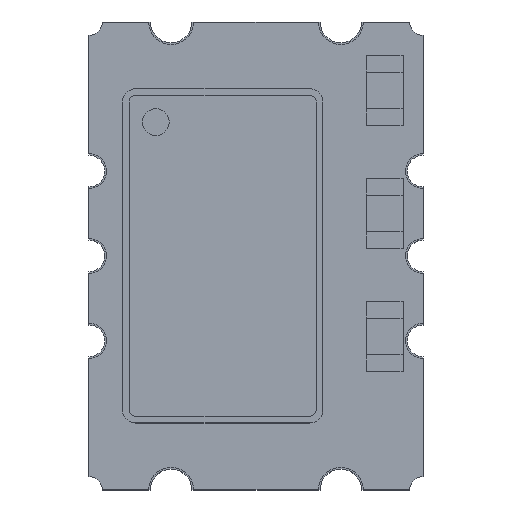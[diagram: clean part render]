
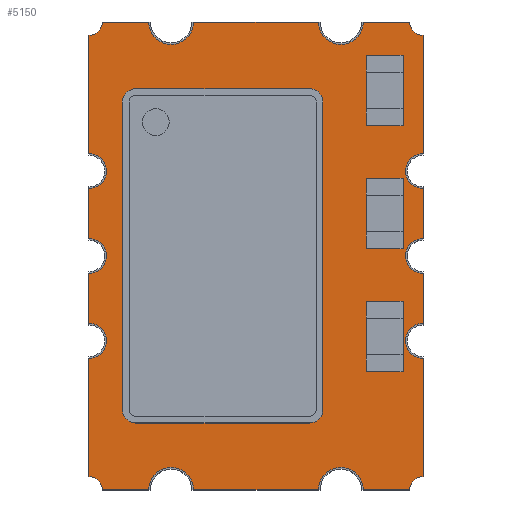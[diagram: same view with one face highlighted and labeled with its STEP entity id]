
A CAD part, top view. The second image highlights one B-rep face of the part: STEP entity #5150.
In plain terms, the highlighted planar face has unit normal (0, 0, 1).
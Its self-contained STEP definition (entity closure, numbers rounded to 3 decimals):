
#68=PLANE($,#5546);
#333=FACE_OUTER_BOUND($,#652,.T.);
#652=EDGE_LOOP($,(#3620,#3621,#3622,#3623,#3624,#3625,#3626,#3627,#3628,
#3629,#3630,#3631,#3632,#3633,#3634,#3635,#3636,#3637,#3638,#3639,#3640,
#3641,#3642,#3643,#3644,#3645,#3646,#3647));
#967=CIRCLE($,#5532,0.2);
#968=CIRCLE($,#5534,0.2);
#970=CIRCLE($,#5537,0.2);
#973=CIRCLE($,#5541,0.2);
#974=CIRCLE($,#5547,0.263);
#975=CIRCLE($,#5548,0.263);
#976=CIRCLE($,#5549,0.263);
#977=CIRCLE($,#5550,0.336);
#978=CIRCLE($,#5551,0.336);
#979=CIRCLE($,#5552,0.263);
#980=CIRCLE($,#5553,0.263);
#981=CIRCLE($,#5554,0.263);
#982=CIRCLE($,#5555,0.336);
#983=CIRCLE($,#5556,0.336);
#1112=LINE($,#7558,#1731);
#1115=LINE($,#7564,#1734);
#1118=LINE($,#7570,#1737);
#1119=LINE($,#7573,#1738);
#1122=LINE($,#7581,#1741);
#1123=LINE($,#7585,#1742);
#1124=LINE($,#7588,#1743);
#1125=LINE($,#7592,#1744);
#1126=LINE($,#7595,#1745);
#1127=LINE($,#7599,#1746);
#1128=LINE($,#7603,#1747);
#1129=LINE($,#7606,#1748);
#1130=LINE($,#7610,#1749);
#1131=LINE($,#7613,#1750);
#1731=VECTOR($,#6023,1.767);
#1734=VECTOR($,#6028,0.694);
#1737=VECTOR($,#6033,1.767);
#1738=VECTOR($,#6036,1.767);
#1741=VECTOR($,#6043,0.744);
#1742=VECTOR($,#6046,0.744);
#1743=VECTOR($,#6049,0.694);
#1744=VECTOR($,#6052,1.869);
#1745=VECTOR($,#6055,0.694);
#1746=VECTOR($,#6058,0.744);
#1747=VECTOR($,#6061,0.744);
#1748=VECTOR($,#6064,1.767);
#1749=VECTOR($,#6067,1.869);
#1750=VECTOR($,#6070,0.694);
#2341=VERTEX_POINT($,#7519);
#2343=VERTEX_POINT($,#7523);
#2344=VERTEX_POINT($,#7527);
#2346=VERTEX_POINT($,#7530);
#2348=VERTEX_POINT($,#7536);
#2350=VERTEX_POINT($,#7539);
#2353=VERTEX_POINT($,#7546);
#2355=VERTEX_POINT($,#7550);
#2357=VERTEX_POINT($,#7556);
#2359=VERTEX_POINT($,#7562);
#2361=VERTEX_POINT($,#7568);
#2362=VERTEX_POINT($,#7572);
#2364=VERTEX_POINT($,#7578);
#2365=VERTEX_POINT($,#7580);
#2366=VERTEX_POINT($,#7582);
#2367=VERTEX_POINT($,#7584);
#2368=VERTEX_POINT($,#7587);
#2369=VERTEX_POINT($,#7589);
#2370=VERTEX_POINT($,#7591);
#2371=VERTEX_POINT($,#7593);
#2372=VERTEX_POINT($,#7596);
#2373=VERTEX_POINT($,#7598);
#2374=VERTEX_POINT($,#7600);
#2375=VERTEX_POINT($,#7602);
#2376=VERTEX_POINT($,#7604);
#2377=VERTEX_POINT($,#7607);
#2378=VERTEX_POINT($,#7609);
#2379=VERTEX_POINT($,#7611);
#2843=EDGE_CURVE($,#2341,#2343,#967,.T.);
#2845=EDGE_CURVE($,#2346,#2344,#968,.T.);
#2849=EDGE_CURVE($,#2350,#2348,#970,.T.);
#2855=EDGE_CURVE($,#2353,#2355,#973,.T.);
#2858=EDGE_CURVE($,#2357,#2343,#1112,.T.);
#2861=EDGE_CURVE($,#2359,#2344,#1115,.T.);
#2864=EDGE_CURVE($,#2361,#2348,#1118,.T.);
#2865=EDGE_CURVE($,#2353,#2362,#1119,.T.);
#2868=EDGE_CURVE($,#2357,#2364,#974,.T.);
#2869=EDGE_CURVE($,#2365,#2364,#1122,.T.);
#2870=EDGE_CURVE($,#2365,#2366,#975,.T.);
#2871=EDGE_CURVE($,#2367,#2366,#1123,.T.);
#2872=EDGE_CURVE($,#2367,#2362,#976,.T.);
#2873=EDGE_CURVE($,#2368,#2355,#1124,.T.);
#2874=EDGE_CURVE($,#2368,#2369,#977,.T.);
#2875=EDGE_CURVE($,#2370,#2369,#1125,.T.);
#2876=EDGE_CURVE($,#2370,#2371,#978,.T.);
#2877=EDGE_CURVE($,#2350,#2371,#1126,.T.);
#2878=EDGE_CURVE($,#2361,#2372,#979,.T.);
#2879=EDGE_CURVE($,#2373,#2372,#1127,.T.);
#2880=EDGE_CURVE($,#2373,#2374,#980,.T.);
#2881=EDGE_CURVE($,#2375,#2374,#1128,.T.);
#2882=EDGE_CURVE($,#2375,#2376,#981,.T.);
#2883=EDGE_CURVE($,#2346,#2376,#1129,.T.);
#2884=EDGE_CURVE($,#2359,#2377,#982,.T.);
#2885=EDGE_CURVE($,#2378,#2377,#1130,.T.);
#2886=EDGE_CURVE($,#2378,#2379,#983,.T.);
#2887=EDGE_CURVE($,#2341,#2379,#1131,.T.);
#3620=ORIENTED_EDGE($,*,*,#2843,.T.);
#3621=ORIENTED_EDGE($,*,*,#2858,.F.);
#3622=ORIENTED_EDGE($,*,*,#2868,.T.);
#3623=ORIENTED_EDGE($,*,*,#2869,.F.);
#3624=ORIENTED_EDGE($,*,*,#2870,.T.);
#3625=ORIENTED_EDGE($,*,*,#2871,.F.);
#3626=ORIENTED_EDGE($,*,*,#2872,.T.);
#3627=ORIENTED_EDGE($,*,*,#2865,.F.);
#3628=ORIENTED_EDGE($,*,*,#2855,.T.);
#3629=ORIENTED_EDGE($,*,*,#2873,.F.);
#3630=ORIENTED_EDGE($,*,*,#2874,.T.);
#3631=ORIENTED_EDGE($,*,*,#2875,.F.);
#3632=ORIENTED_EDGE($,*,*,#2876,.T.);
#3633=ORIENTED_EDGE($,*,*,#2877,.F.);
#3634=ORIENTED_EDGE($,*,*,#2849,.T.);
#3635=ORIENTED_EDGE($,*,*,#2864,.F.);
#3636=ORIENTED_EDGE($,*,*,#2878,.T.);
#3637=ORIENTED_EDGE($,*,*,#2879,.F.);
#3638=ORIENTED_EDGE($,*,*,#2880,.T.);
#3639=ORIENTED_EDGE($,*,*,#2881,.F.);
#3640=ORIENTED_EDGE($,*,*,#2882,.T.);
#3641=ORIENTED_EDGE($,*,*,#2883,.F.);
#3642=ORIENTED_EDGE($,*,*,#2845,.T.);
#3643=ORIENTED_EDGE($,*,*,#2861,.F.);
#3644=ORIENTED_EDGE($,*,*,#2884,.T.);
#3645=ORIENTED_EDGE($,*,*,#2885,.F.);
#3646=ORIENTED_EDGE($,*,*,#2886,.T.);
#3647=ORIENTED_EDGE($,*,*,#2887,.F.);
#5150=ADVANCED_FACE($,(#333),#68,.T.);
#5532=AXIS2_PLACEMENT_3D($,#7525,#5993,#5994);
#5534=AXIS2_PLACEMENT_3D($,#7531,#5998,#5999);
#5537=AXIS2_PLACEMENT_3D($,#7540,#6006,#6007);
#5541=AXIS2_PLACEMENT_3D($,#7552,#6017,#6018);
#5546=AXIS2_PLACEMENT_3D($,#7577,#6039,#6040);
#5547=AXIS2_PLACEMENT_3D($,#7579,#6041,#6042);
#5548=AXIS2_PLACEMENT_3D($,#7583,#6044,#6045);
#5549=AXIS2_PLACEMENT_3D($,#7586,#6047,#6048);
#5550=AXIS2_PLACEMENT_3D($,#7590,#6050,#6051);
#5551=AXIS2_PLACEMENT_3D($,#7594,#6053,#6054);
#5552=AXIS2_PLACEMENT_3D($,#7597,#6056,#6057);
#5553=AXIS2_PLACEMENT_3D($,#7601,#6059,#6060);
#5554=AXIS2_PLACEMENT_3D($,#7605,#6062,#6063);
#5555=AXIS2_PLACEMENT_3D($,#7608,#6065,#6066);
#5556=AXIS2_PLACEMENT_3D($,#7612,#6068,#6069);
#5993=DIRECTION('center_axis',(0.,0.,-1.));
#5994=DIRECTION('ref_axis',(0.,-1.,0.));
#5998=DIRECTION('center_axis',(0.,0.,-1.));
#5999=DIRECTION('ref_axis',(0.,-1.,0.));
#6006=DIRECTION('center_axis',(0.,0.,-1.));
#6007=DIRECTION('ref_axis',(0.,-1.,0.));
#6017=DIRECTION('center_axis',(0.,0.,-1.));
#6018=DIRECTION('ref_axis',(0.,-1.,0.));
#6023=DIRECTION($,(0.,-1.,0.));
#6028=DIRECTION($,(-1.,0.,0.));
#6033=DIRECTION($,(0.,1.,0.));
#6036=DIRECTION($,(0.,-1.,0.));
#6039=DIRECTION('center_axis',(0.,0.,1.));
#6040=DIRECTION('ref_axis',(0.,-1.,0.));
#6041=DIRECTION('center_axis',(0.,0.,-1.));
#6042=DIRECTION('ref_axis',(0.,-1.,0.));
#6043=DIRECTION($,(0.,-1.,0.));
#6044=DIRECTION('center_axis',(0.,0.,-1.));
#6045=DIRECTION('ref_axis',(0.,-1.,0.));
#6046=DIRECTION($,(0.,-1.,0.));
#6047=DIRECTION('center_axis',(0.,0.,-1.));
#6048=DIRECTION('ref_axis',(0.,-1.,0.));
#6049=DIRECTION($,(1.,0.,0.));
#6050=DIRECTION('center_axis',(0.,0.,-1.));
#6051=DIRECTION('ref_axis',(0.,-1.,0.));
#6052=DIRECTION($,(1.,0.,0.));
#6053=DIRECTION('center_axis',(0.,0.,-1.));
#6054=DIRECTION('ref_axis',(0.,-1.,0.));
#6055=DIRECTION($,(1.,0.,0.));
#6056=DIRECTION('center_axis',(0.,0.,-1.));
#6057=DIRECTION('ref_axis',(0.,-1.,0.));
#6058=DIRECTION($,(0.,1.,0.));
#6059=DIRECTION('center_axis',(0.,0.,-1.));
#6060=DIRECTION('ref_axis',(0.,-1.,0.));
#6061=DIRECTION($,(0.,1.,0.));
#6062=DIRECTION('center_axis',(0.,0.,-1.));
#6063=DIRECTION('ref_axis',(0.,-1.,0.));
#6064=DIRECTION($,(0.,1.,0.));
#6065=DIRECTION('center_axis',(0.,0.,-1.));
#6066=DIRECTION('ref_axis',(0.,1.,0.));
#6067=DIRECTION($,(-1.,0.,0.));
#6068=DIRECTION('center_axis',(0.,0.,-1.));
#6069=DIRECTION('ref_axis',(0.,1.,0.));
#6070=DIRECTION($,(-1.,0.,0.));
#7519=CARTESIAN_POINT('',(2.3,-3.5,1.));
#7523=CARTESIAN_POINT('',(2.5,-3.3,1.));
#7525=CARTESIAN_POINT('Origin',(2.5,-3.5,1.));
#7527=CARTESIAN_POINT('',(-2.3,-3.5,1.));
#7530=CARTESIAN_POINT('',(-2.5,-3.3,1.));
#7531=CARTESIAN_POINT('Origin',(-2.5,-3.5,1.));
#7536=CARTESIAN_POINT('',(-2.5,3.3,1.));
#7539=CARTESIAN_POINT('',(-2.3,3.5,1.));
#7540=CARTESIAN_POINT('Origin',(-2.5,3.5,1.));
#7546=CARTESIAN_POINT('',(2.5,3.3,1.));
#7550=CARTESIAN_POINT('',(2.3,3.5,1.));
#7552=CARTESIAN_POINT('Origin',(2.5,3.5,1.));
#7556=CARTESIAN_POINT('',(2.5,-1.533,1.));
#7558=CARTESIAN_POINT($,(2.5,3.5,1.));
#7562=CARTESIAN_POINT('',(-1.606,-3.5,1.));
#7564=CARTESIAN_POINT($,(2.5,-3.5,1.));
#7568=CARTESIAN_POINT('',(-2.5,1.533,1.));
#7570=CARTESIAN_POINT($,(-2.5,-3.5,1.));
#7572=CARTESIAN_POINT('',(2.5,1.533,1.));
#7573=CARTESIAN_POINT($,(2.5,3.5,1.));
#7577=CARTESIAN_POINT('Origin',(0.,0.,1.));
#7578=CARTESIAN_POINT('',(2.5,-1.007,1.));
#7579=CARTESIAN_POINT('Origin',(2.5,-1.27,1.));
#7580=CARTESIAN_POINT('',(2.5,-0.263,1.));
#7581=CARTESIAN_POINT($,(2.5,3.5,1.));
#7582=CARTESIAN_POINT('',(2.5,0.263,1.));
#7583=CARTESIAN_POINT('Origin',(2.5,0.,1.));
#7584=CARTESIAN_POINT('',(2.5,1.007,1.));
#7585=CARTESIAN_POINT($,(2.5,3.5,1.));
#7586=CARTESIAN_POINT('Origin',(2.5,1.27,1.));
#7587=CARTESIAN_POINT('',(1.606,3.5,1.));
#7588=CARTESIAN_POINT($,(-2.5,3.5,1.));
#7589=CARTESIAN_POINT('',(0.934,3.5,1.));
#7590=CARTESIAN_POINT('Origin',(1.27,3.5,1.));
#7591=CARTESIAN_POINT('',(-0.934,3.5,1.));
#7592=CARTESIAN_POINT($,(-2.5,3.5,1.));
#7593=CARTESIAN_POINT('',(-1.606,3.5,1.));
#7594=CARTESIAN_POINT('Origin',(-1.27,3.5,1.));
#7595=CARTESIAN_POINT($,(-2.5,3.5,1.));
#7596=CARTESIAN_POINT('',(-2.5,1.007,1.));
#7597=CARTESIAN_POINT('Origin',(-2.5,1.27,1.));
#7598=CARTESIAN_POINT('',(-2.5,0.263,1.));
#7599=CARTESIAN_POINT($,(-2.5,-3.5,1.));
#7600=CARTESIAN_POINT('',(-2.5,-0.263,1.));
#7601=CARTESIAN_POINT('Origin',(-2.5,0.,1.));
#7602=CARTESIAN_POINT('',(-2.5,-1.007,1.));
#7603=CARTESIAN_POINT($,(-2.5,-3.5,1.));
#7604=CARTESIAN_POINT('',(-2.5,-1.533,1.));
#7605=CARTESIAN_POINT('Origin',(-2.5,-1.27,1.));
#7606=CARTESIAN_POINT($,(-2.5,-3.5,1.));
#7607=CARTESIAN_POINT('',(-0.934,-3.5,1.));
#7608=CARTESIAN_POINT('Origin',(-1.27,-3.5,1.));
#7609=CARTESIAN_POINT('',(0.934,-3.5,1.));
#7610=CARTESIAN_POINT($,(2.5,-3.5,1.));
#7611=CARTESIAN_POINT('',(1.606,-3.5,1.));
#7612=CARTESIAN_POINT('Origin',(1.27,-3.5,1.));
#7613=CARTESIAN_POINT($,(2.5,-3.5,1.));
